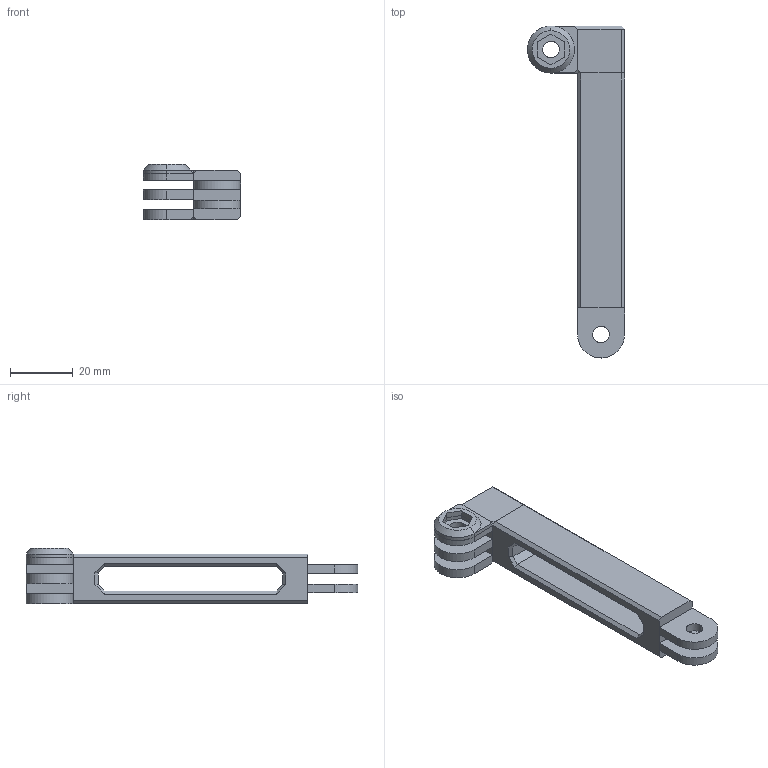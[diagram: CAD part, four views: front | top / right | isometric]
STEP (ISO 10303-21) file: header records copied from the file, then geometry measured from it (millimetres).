
FILE_DESCRIPTION(/* description */ (''),/* implementation_level */ '2;1');
FILE_NAME(/* name */ 'ARM_V3~1',/* time_stamp */ '2017-10-03T19:56:51+11:00',/* author */ (''),/* organization */ (''),/* preprocessor_version */ 'ST-DEVELOPER v15',/* originating_system */ '',/* authorisation */ '');
FILE_SCHEMA (('AUTOMOTIVE_DESIGN'));
Length unit declared in the file: millimetre
Products named in the file (1): Document
Bounding box: 30.99 x 105.99 x 17.6 mm (x, y, z)
Volume: 17261.6 mm3; surface area: 10816.2 mm2
Topology: 9 solids, 9 shells, 115 faces, 271 edges, 172 vertices
Faces by surface type: plane 86, bspline 29
Entity records: 3026 total; most frequent: CARTESIAN_POINT 1140, ORIENTED_EDGE 538, EDGE_CURVE 269, B_SPLINE_CURVE_WITH_KNOTS 213, VERTEX_POINT 172, EDGE_LOOP 131, ADVANCED_FACE 115, FACE_OUTER_BOUND 115
